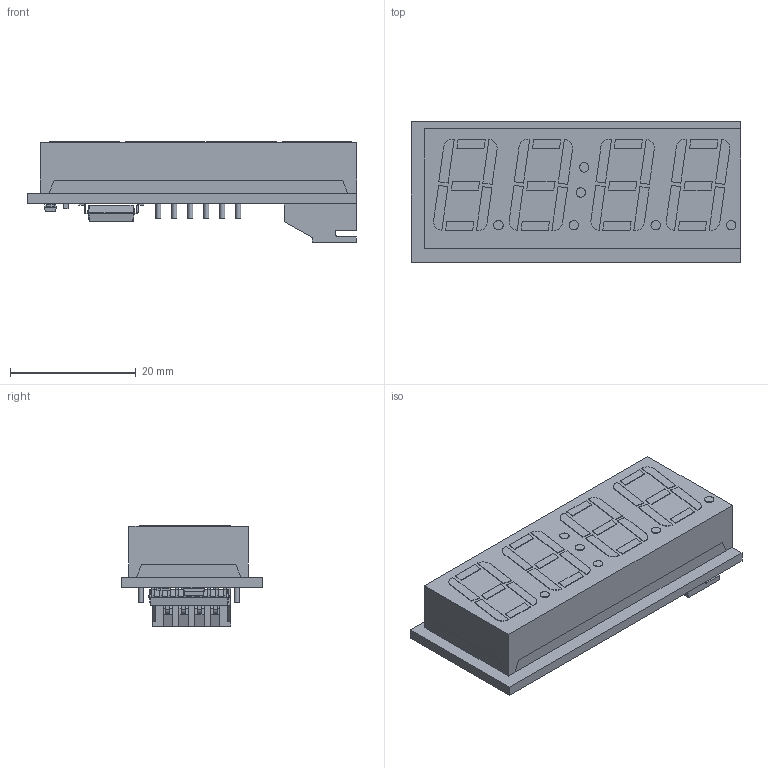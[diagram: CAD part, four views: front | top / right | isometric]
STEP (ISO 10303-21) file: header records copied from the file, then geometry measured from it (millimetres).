
FILE_DESCRIPTION(('KiCad electronic assembly'),'2;1');
FILE_NAME('Display.step','2019-07-24T22:41:01',('An Author'),( 'A Company'),'Open CASCADE STEP processor 6.9', 'KiCad to STEP converter','Unknown');
FILE_SCHEMA(('AUTOMOTIVE_DESIGN { 1 0 10303 214 1 1 1 1 }'));
Length unit declared in the file: millimetre
Products named in the file (14): Open CASCADE STEP translator 6.9 1; CP_EIA-3216-10_Kemet-I; SOLID; C_0603_1608Metric; JST_XH_S04B-XH-A-1_1x04_P2.50mm_Horizontal; R_0603_1608Metric; SOIC-20W_7.5x12.8mm_P1.27mm; CA56-12EWA; COMPOUND
Assembly tree (14 placements, depth 3):
  Open CASCADE STEP translator 6.9 1
    CP_EIA-3216-10_Kemet-I
      SOLID
    C_0603_1608Metric
      SOLID
    JST_XH_S04B-XH-A-1_1x04_P2.50mm_Horizontal
      SOLID
    R_0603_1608Metric  x2
      SOLID
    SOIC-20W_7.5x12.8mm_P1.27mm
      SOLID
    CA56-12EWA
      SOLID
    COMPOUND
Bounding box: 52.33 x 22.33 x 16 mm (x, y, z)
Volume: 10160 mm3; surface area: 6980.8 mm2
Topology: 8 solids, 8 shells, 861 faces, 2220 edges, 1434 vertices
Faces by surface type: plane 634, cylinder 175, bspline 52
Full cylindrical faces by diameter (mm): 0.6 x1, 0.8 x12, 0.95 x4, 1 x12, 1.5 x6
Entity records: 59298 total; most frequent: CARTESIAN_POINT 9968, DIRECTION 8044, LINE 5596, VECTOR 5596, ORIENTED_EDGE 4304, PCURVE 4304, DEFINITIONAL_REPRESENTATION 4304, EDGE_CURVE 2152
